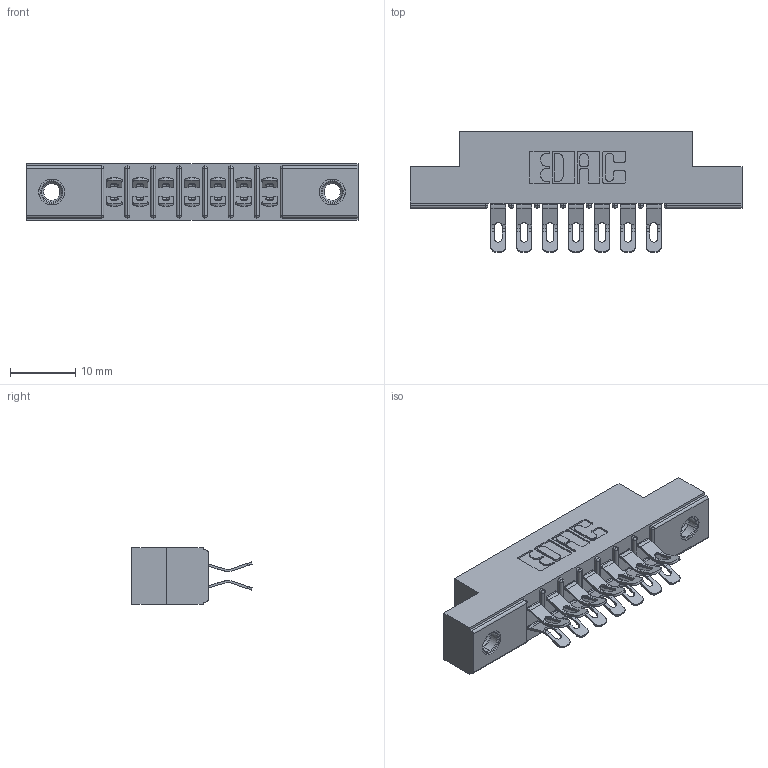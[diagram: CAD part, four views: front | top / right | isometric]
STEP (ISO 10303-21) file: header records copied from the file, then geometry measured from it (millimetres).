
FILE_DESCRIPTION (( 'STEP AP203' ), '1' );
FILE_NAME ('315-014-555-207.STEP', '2019-09-10T13:34:40', ( '' ), ( '' ), 'SwSTEP 2.0', 'SolidWorks 2016', '' );
FILE_SCHEMA (( 'CONFIG_CONTROL_DESIGN' ));
Length unit declared in the file: inch
Products named in the file (4): 305-290-001_555; 345-250-001_345-250-005-103; 315-014-555-207; 305 Part_.156 Dia
Assembly tree (17 placements, depth 2):
  315-014-555-207
    305 Part_.156 Dia
    305-290-001_555  x14
    345-250-001_345-250-005-103  x2
Bounding box: 50.75 x 18.41 x 8.71 mm (x, y, z)
Volume: 3237.5 mm3; surface area: 5497.9 mm2
Topology: 17 solids, 17 shells, 1100 faces, 3217 edges, 2098 vertices
Faces by surface type: plane 548, cylinder 508, sphere 28, cone 12, torus 4
Entity records: 13649 total; most frequent: CARTESIAN_POINT 2260, ORIENTED_EDGE 2222, DIRECTION 2219, EDGE_CURVE 1111, VECTOR 837, LINE 837, VERTEX_POINT 716, AXIS2_PLACEMENT_3D 691
